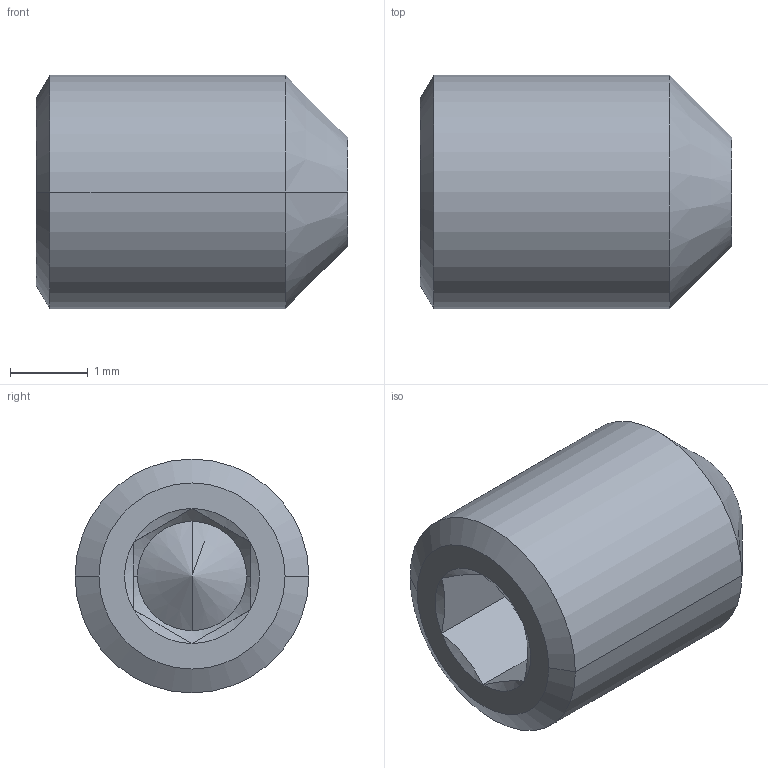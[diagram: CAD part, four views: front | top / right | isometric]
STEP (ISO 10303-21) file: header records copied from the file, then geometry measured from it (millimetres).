
FILE_DESCRIPTION(('HOOPS Exchange Step'),'2;1');
FILE_NAME('export-C24C120D-C55E-4E2B-BC62-762CEA470C4F.stp','2024-07-08T17:57:32+02:00',('Engineering'),('Alibre'),'HOOPS Exchange 2023.0','Alibre','Unknown authorisation');
FILE_SCHEMA( ('AP242_MANAGED_MODEL_BASED_3D_ENGINEERING_MIM_LF {1 0 10303 442 1 1 4 }') );
Length unit declared in the file: millimetre
Products named in the file (1): 413 M3x4 DIN 916 Steel Hexagon socket set screw with point
Bounding box: 4 x 3 x 3 mm (x, y, z)
Surface area: 50.3 mm2 (no closed solid volume)
Topology: 0 solids, 18 shells, 22 faces, 78 edges, 69 vertices
Faces by surface type: cone 12, plane 8, cylinder 2
Entity records: 915 total; most frequent: CARTESIAN_POINT 205, DIRECTION 144, ORIENTED_EDGE 84, EDGE_CURVE 76, VERTEX_POINT 69, AXIS2_PLACEMENT_3D 56, CIRCLE 32, VECTOR 32
